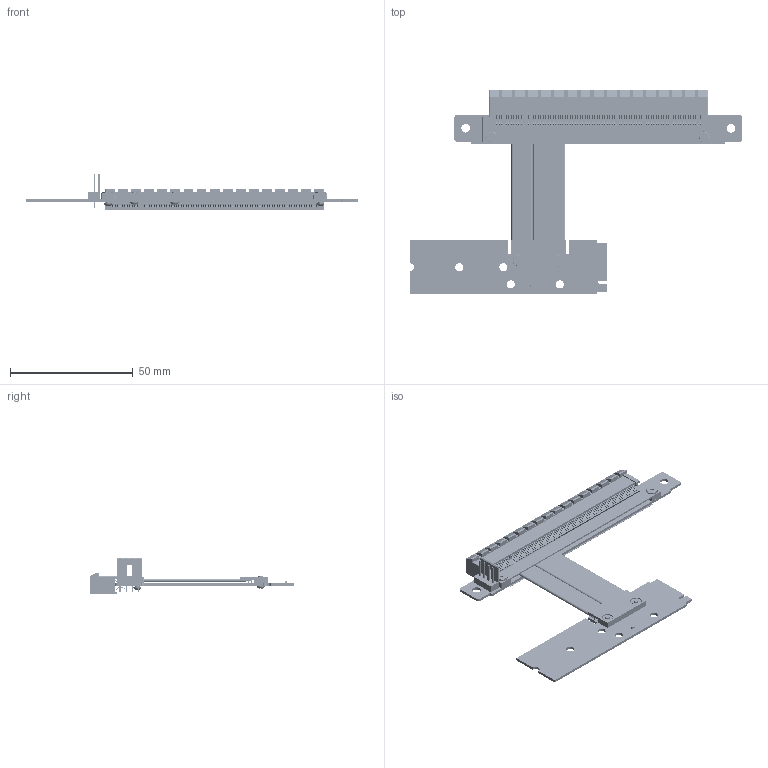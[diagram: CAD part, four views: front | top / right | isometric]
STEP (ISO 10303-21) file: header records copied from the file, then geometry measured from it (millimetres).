
FILE_DESCRIPTION(('Open CASCADE Model'),'2;1');
FILE_NAME('Open CASCADE Shape Model','2020-03-19T18:31:00',('Author'),( 'Open CASCADE'),'Open CASCADE STEP processor 6.8','Open CASCADE 6.8' ,'Unknown');
FILE_SCHEMA(('AUTOMOTIVE_DESIGN { 1 0 10303 214 1 1 1 1 }'));
Length unit declared in the file: millimetre
Products named in the file (83): PCB; Board; Open CASCADE STEP translator 6.8 15.1.1; Open CASCADE STEP translator 6.8 15.2; LED_AP1608; Free-Models; G0033_RGB9411503; Hexagon_nut_ISO_4032_(DIN_934)_-_M2_RGB9411503; RP44S-PAD; PCIe_x16_R3F_RGB4404530; 164PIN主體; 158; tape-3P_RGB0; RP33S-PAD; 4P_power_c-171825-4-y-3d_RGB12967653; cable20-43-s; cable13-43
Assembly tree (251 placements, depth 4):
  PCB
    Board
      Open CASCADE STEP translator 6.8 15.1.1
    Open CASCADE STEP translator 6.8 15.2
      LED_AP1608
    Free-Models
      G0033_RGB9411503  x4
      Hexagon_nut_ISO_4032_(DIN_934)_-_M2_RGB9411503  x4
      RP44S-PAD
      PCIe_x16_R3F_RGB4404530
        164PIN主體
        158  x164
      tape-3P_RGB0
      RP33S-PAD
      4P_power_c-171825-4-y-3d_RGB12967653
      cable20-43-s
      cable20-43-s
      cable20-43-s
      cable20-43-s
      cable20-43-s
      cable20-43-s
      cable20-43-s
      cable20-43-s
      cable20-43-s
      cable20-43-s
      cable20-43-s
      cable20-43-s
      cable20-43-s
      cable20-43-s
      cable20-43-s
      cable20-43-s
      cable20-43-s
      cable20-43-s
      cable20-43-s
      cable20-43-s
      cable20-43-s
      cable20-43-s
      cable20-43-s
      cable20-43-s
      cable20-43-s
      cable20-43-s
      cable20-43-s
      cable20-43-s
      cable20-43-s
      cable20-43-s
      cable20-43-s
      cable20-43-s
      cable20-43-s
      cable20-43-s
      cable20-43-s
      cable20-43-s
      cable20-43-s
      cable20-43-s
      cable20-43-s
      cable20-43-s
      cable20-43-s
      cable13-43
      cable13-43
      cable13-43
      cable13-43
Bounding box: 135.19 x 83.36 x 14.97 mm (x, y, z)
Volume: 11213.1 mm3; surface area: 23685.2 mm2
Topology: 251 solids, 251 shells, 15349 faces, 43820 edges, 29028 vertices
Faces by surface type: plane 9117, cylinder 5994, bspline 116, torus 66, cone 48, revolution 8
Full cylindrical faces by diameter (mm): 0.4 x165, 0.6 x153, 1.2 x4, 2.2 x8, 3.3 x4, 3.5 x2, 4.8 x4
Entity records: 57253 total; most frequent: CARTESIAN_POINT 14200, DIRECTION 6524, ORIENTED_EDGE 6470, EDGE_CURVE 3235, AXIS2_PLACEMENT_3D 2345, VERTEX_POINT 2092, LINE 1832, VECTOR 1832
